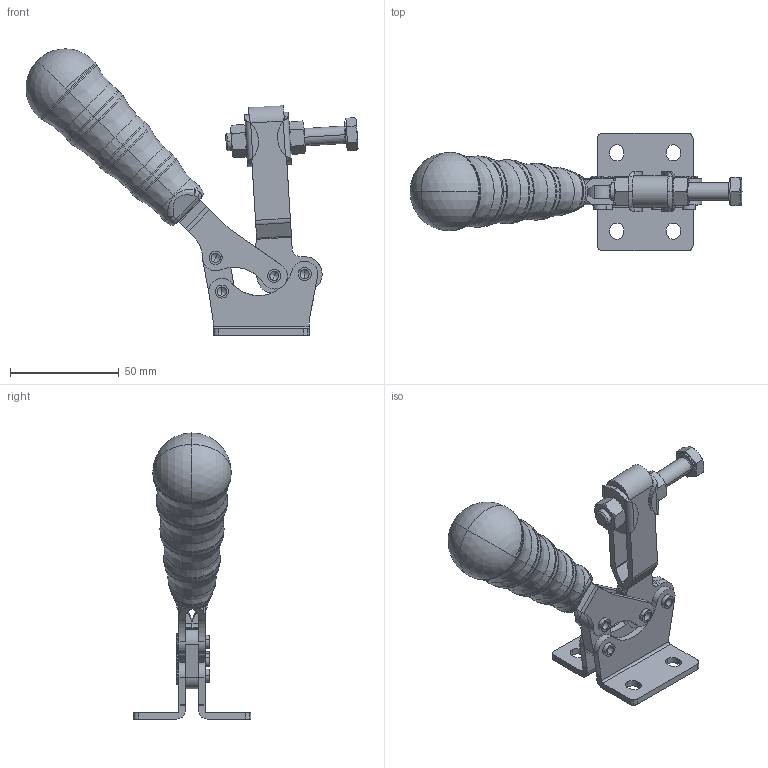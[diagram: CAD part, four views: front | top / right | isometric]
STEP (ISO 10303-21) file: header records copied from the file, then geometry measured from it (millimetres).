
FILE_DESCRIPTION((''),'2;1');
FILE_NAME('123.0-opened.stp','2005-09-27T15:33:47',('Kysilko'),(''),'Autodesk Inventor 8','Autodesk Inventor 8','');
FILE_SCHEMA(('AUTOMOTIVE_DESIGN { 1 0 10303 214 1 1 1 1 }'));
Length unit declared in the file: millimetre
Products named in the file (1): Part16
Bounding box: 152.44 x 54 x 131.41 mm (x, y, z)
Volume: 94539.7 mm3; surface area: 37927.1 mm2
Topology: 1 solids, 3 shells, 1122 faces, 3654 edges, 2189 vertices
Faces by surface type: plane 391, cone 364, cylinder 194, bspline 151, sphere 14, torus 8
Entity records: 45161 total; most frequent: CARTESIAN_POINT 14113, ORIENTED_EDGE 7280, DIRECTION 6358, EDGE_CURVE 3640, AXIS2_PLACEMENT_3D 2432, VERTEX_POINT 2189, VECTOR 1494, LINE 1494
